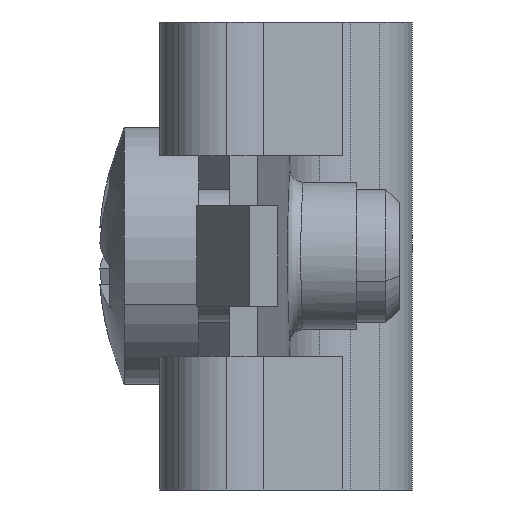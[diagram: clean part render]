
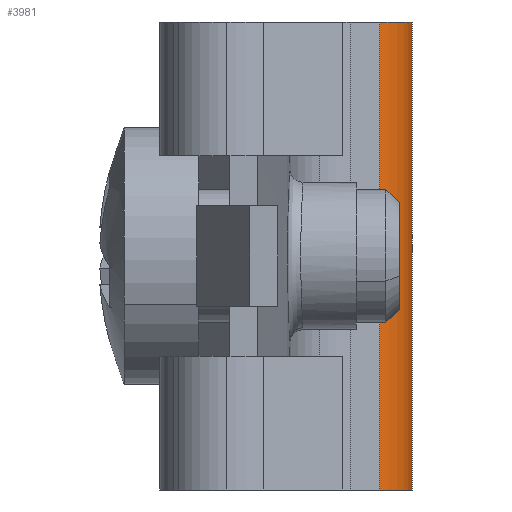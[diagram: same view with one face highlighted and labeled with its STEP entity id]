
A CAD part, left-side view. The second image highlights one B-rep face of the part: STEP entity #3981.
In plain terms, the highlighted cylindrical face has radius 2.5 mm (diameter 5 mm), a partial arc.
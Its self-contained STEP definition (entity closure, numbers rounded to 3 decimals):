
#62 = DIRECTION ( 'NONE',  ( 0., 0., -1. ) ) ;
#213 = DIRECTION ( 'NONE',  ( 0., 0., -1. ) ) ;
#218 = CIRCLE ( 'NONE', #530, 2.5 ) ;
#313 = EDGE_CURVE ( 'NONE', #1901, #409, #3890, .T. ) ;
#385 = CARTESIAN_POINT ( 'NONE',  ( 20.487, 3.834, 7. ) ) ;
#409 = VERTEX_POINT ( 'NONE', #1766 ) ;
#530 = AXIS2_PLACEMENT_3D ( 'NONE', #1889, #62, #2197 ) ;
#620 = CYLINDRICAL_SURFACE ( 'NONE', #2113, 2.5 ) ;
#707 = EDGE_CURVE ( 'NONE', #1348, #409, #218, .T. ) ;
#769 = EDGE_CURVE ( 'NONE', #1316, #1901, #3203, .T. ) ;
#927 = AXIS2_PLACEMENT_3D ( 'NONE', #2042, #213, #2350 ) ;
#929 = DIRECTION ( 'NONE',  ( 0., 0., -1. ) ) ;
#1180 = EDGE_LOOP ( 'NONE', ( #2184, #1453, #3615, #2261 ) ) ;
#1286 = CARTESIAN_POINT ( 'NONE',  ( 21.259, 1.457, -7. ) ) ;
#1316 = VERTEX_POINT ( 'NONE', #2507 ) ;
#1348 = VERTEX_POINT ( 'NONE', #1286 ) ;
#1453 = ORIENTED_EDGE ( 'NONE', *, *, #2996, .F. ) ;
#1659 = CARTESIAN_POINT ( 'NONE',  ( 18.504, 2.311, 7. ) ) ;
#1766 = CARTESIAN_POINT ( 'NONE',  ( 18.504, 2.311, -7. ) ) ;
#1768 = VECTOR ( 'NONE', #929, 1000. ) ;
#1860 = CARTESIAN_POINT ( 'NONE',  ( 21.259, 1.457, 7. ) ) ;
#1889 = CARTESIAN_POINT ( 'NONE',  ( 20.487, 3.834, -7. ) ) ;
#1901 = VERTEX_POINT ( 'NONE', #1659 ) ;
#2015 = DIRECTION ( 'NONE',  ( 0., 0., -1. ) ) ;
#2042 = CARTESIAN_POINT ( 'NONE',  ( 20.487, 3.834, 7. ) ) ;
#2113 = AXIS2_PLACEMENT_3D ( 'NONE', #385, #2212, #2534 ) ;
#2184 = ORIENTED_EDGE ( 'NONE', *, *, #707, .F. ) ;
#2197 = DIRECTION ( 'NONE',  ( -1., 0., 0. ) ) ;
#2212 = DIRECTION ( 'NONE',  ( 0., 0., -1. ) ) ;
#2261 = ORIENTED_EDGE ( 'NONE', *, *, #313, .T. ) ;
#2350 = DIRECTION ( 'NONE',  ( -1., 0., 0. ) ) ;
#2507 = CARTESIAN_POINT ( 'NONE',  ( 21.259, 1.457, 7. ) ) ;
#2534 = DIRECTION ( 'NONE',  ( -1., 0., 0. ) ) ;
#2603 = LINE ( 'NONE', #1860, #1768 ) ;
#2644 = CARTESIAN_POINT ( 'NONE',  ( 18.504, 2.311, 7. ) ) ;
#2980 = VECTOR ( 'NONE', #2015, 1000. ) ;
#2996 = EDGE_CURVE ( 'NONE', #1316, #1348, #2603, .T. ) ;
#3203 = CIRCLE ( 'NONE', #927, 2.5 ) ;
#3615 = ORIENTED_EDGE ( 'NONE', *, *, #769, .T. ) ;
#3890 = LINE ( 'NONE', #2644, #2980 ) ;
#3906 = FACE_OUTER_BOUND ( 'NONE', #1180, .T. ) ;
#3981 = ADVANCED_FACE ( 'NONE', ( #3906 ), #620, .T. ) ;
